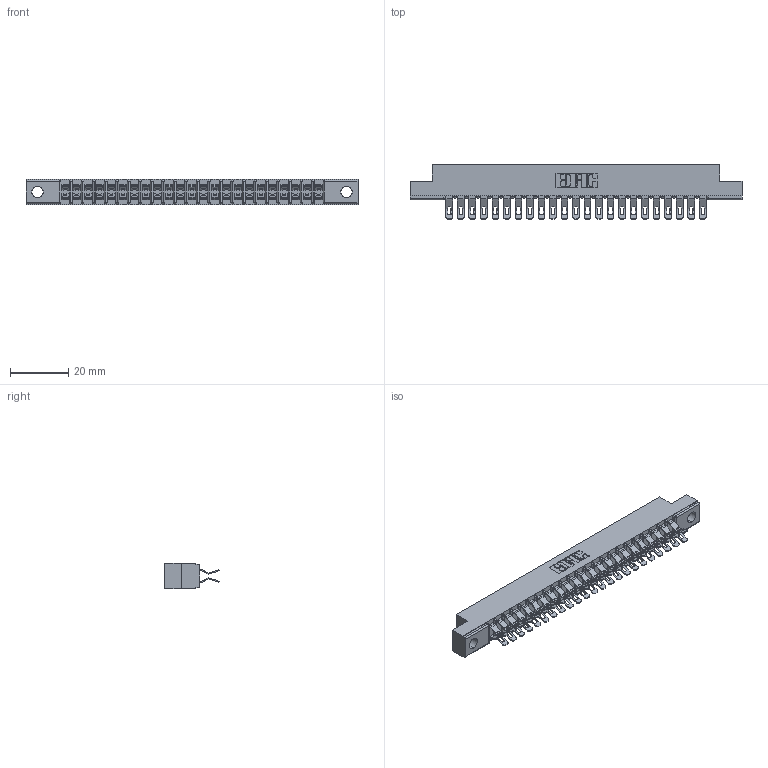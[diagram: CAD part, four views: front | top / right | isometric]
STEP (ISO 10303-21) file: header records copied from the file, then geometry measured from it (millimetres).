
FILE_DESCRIPTION (( 'STEP AP203' ), '1' );
FILE_NAME ('307-046-455-204.STEP', '2020-09-30T02:34:27', ( '' ), ( '' ), 'SwSTEP 2.0', 'SolidWorks 2020', '' );
FILE_SCHEMA (( 'CONFIG_CONTROL_DESIGN' ));
Length unit declared in the file: inch
Products named in the file (3): 307 Part_.156 Dia Mounting Holes; 307-290-001_555; 307-046-455-204
Assembly tree (47 placements, depth 2):
  307-046-455-204
    307 Part_.156 Dia Mounting Holes
    307-290-001_555  x46
Bounding box: 114.15 x 18.75 x 8.71 mm (x, y, z)
Volume: 7497.5 mm3; surface area: 13939.9 mm2
Topology: 47 solids, 47 shells, 2962 faces, 8685 edges, 5662 vertices
Faces by surface type: plane 1648, cylinder 1266, sphere 48
Entity records: 23751 total; most frequent: CARTESIAN_POINT 3901, ORIENTED_EDGE 3864, DIRECTION 3828, EDGE_CURVE 1932, LINE 1470, VECTOR 1470, VERTEX_POINT 1252, AXIS2_PLACEMENT_3D 1179
